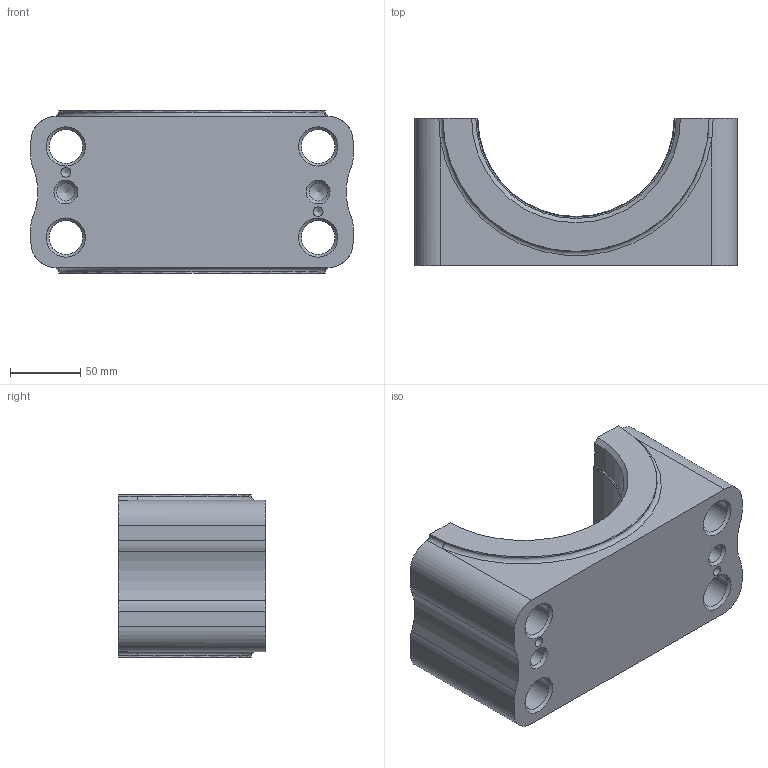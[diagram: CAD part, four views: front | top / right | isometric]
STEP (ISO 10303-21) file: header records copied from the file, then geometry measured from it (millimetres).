
FILE_DESCRIPTION (( 'STEP AP203' ), '1' );
FILE_NAME ('342B03-衝桿座.STEP', '2023-09-28T05:54:43', ( '' ), ( '' ), 'SwSTEP 2.0', 'SolidWorks 2018', '' );
FILE_SCHEMA (( 'CONFIG_CONTROL_DESIGN' ));
Length unit declared in the file: millimetre
Products named in the file (1): 342B03-衝桿座
Bounding box: 230 x 105 x 116 mm (x, y, z)
Volume: 1549159.9 mm3; surface area: 144252.5 mm2
Topology: 1 solids, 1 shells, 66 faces, 172 edges, 108 vertices
Faces by surface type: cylinder 25, cone 22, plane 13, bspline 4, torus 2
Full cylindrical faces by diameter (mm): 7 x2, 13 x4, 24 x4
Entity records: 1989 total; most frequent: CARTESIAN_POINT 411, DIRECTION 330, ORIENTED_EDGE 272, AXIS2_PLACEMENT_3D 139, EDGE_CURVE 136, EDGE_LOOP 102, VERTEX_POINT 100, CIRCLE 76
